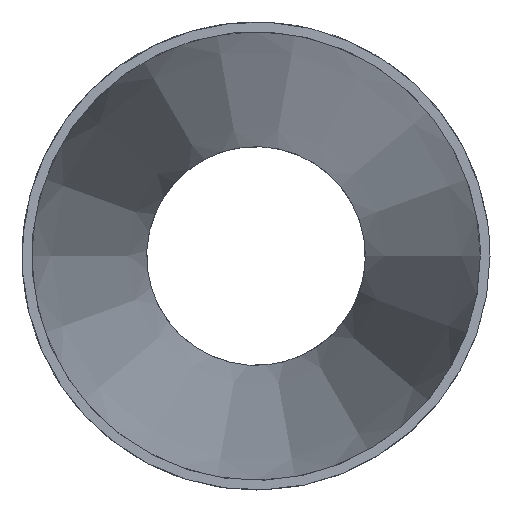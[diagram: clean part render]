
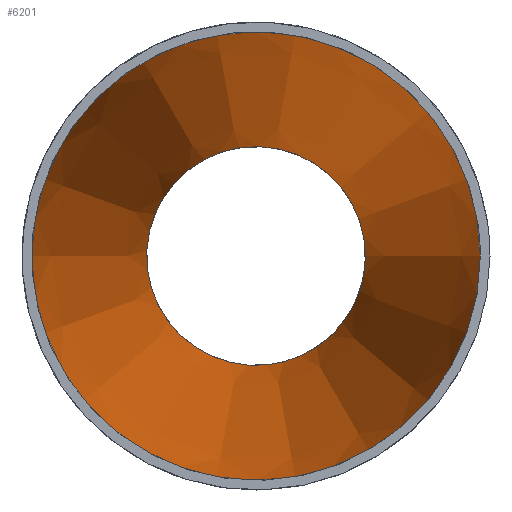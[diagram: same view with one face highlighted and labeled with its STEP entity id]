
A CAD part, left-side view. The second image highlights one B-rep face of the part: STEP entity #6201.
In plain terms, the highlighted conical face has half-angle 6.998 degrees and reference radius 36.22 mm.
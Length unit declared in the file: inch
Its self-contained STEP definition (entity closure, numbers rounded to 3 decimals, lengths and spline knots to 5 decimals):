
#89=FACE_BOUND('',#1113,.T.);
#733=FACE_OUTER_BOUND('',#1112,.T.);
#1112=EDGE_LOOP('',(#5800));
#1113=EDGE_LOOP('',(#5801));
#2427=CIRCLE('',#6527,0.935);
#2429=CIRCLE('',#6530,1.917);
#3043=VERTEX_POINT('',#13676);
#3045=VERTEX_POINT('',#13681);
#3963=EDGE_CURVE('',#3043,#3043,#2427,.T.);
#3965=EDGE_CURVE('',#3045,#3045,#2429,.T.);
#5800=ORIENTED_EDGE('',*,*,#3965,.F.);
#5801=ORIENTED_EDGE('',*,*,#3963,.T.);
#5837=CONICAL_SURFACE('',#6534,1.426,6.998);
#6201=ADVANCED_FACE('',(#733,#89),#5837,.F.);
#6527=AXIS2_PLACEMENT_3D('',#13677,#7608,#7609);
#6530=AXIS2_PLACEMENT_3D('',#13682,#7614,#7615);
#6534=AXIS2_PLACEMENT_3D('',#13687,#7622,#7623);
#7608=DIRECTION('center_axis',(1.,0.,0.));
#7609=DIRECTION('ref_axis',(0.,-1.,0.));
#7614=DIRECTION('center_axis',(1.,0.,0.));
#7615=DIRECTION('ref_axis',(0.,-1.,0.));
#7622=DIRECTION('center_axis',(-1.,0.,0.));
#7623=DIRECTION('ref_axis',(0.,-1.,0.));
#13676=CARTESIAN_POINT('',(8.,-0.935,0.));
#13677=CARTESIAN_POINT('Origin',(8.,0.,0.));
#13681=CARTESIAN_POINT('',(0.,-1.917,0.));
#13682=CARTESIAN_POINT('Origin',(0.,0.,0.));
#13687=CARTESIAN_POINT('Origin',(4.,0.,0.));
